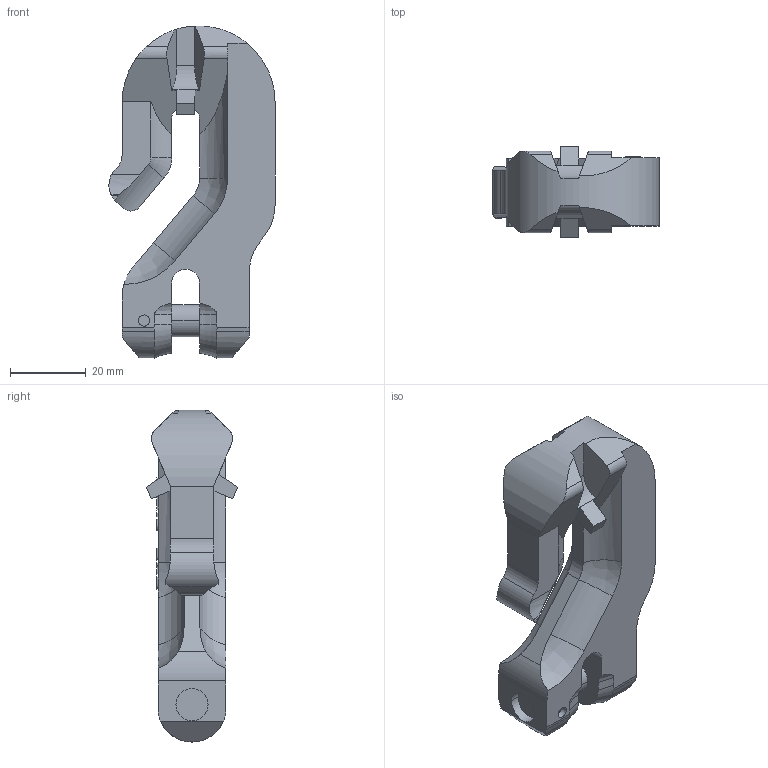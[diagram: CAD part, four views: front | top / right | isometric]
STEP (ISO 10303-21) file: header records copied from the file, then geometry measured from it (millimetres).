
FILE_DESCRIPTION((''),'2;1');
FILE_NAME('001-M34047-P-10','2014-08-12T',('Andreas.Wendler'),(''),'PRO/ENGINEER BY PARAMETRIC TECHNOLOGY CORPORATION, 2010140','PRO/ENGINEER BY PARAMETRIC TECHNOLOGY CORPORATION, 2010140','');
FILE_SCHEMA(('CONFIG_CONTROL_DESIGN'));
Length unit declared in the file: millimetre
Products named in the file (1): 001-M34047-P-10
Bounding box: 44 x 24.16 x 87.88 mm (x, y, z)
Volume: 38441.9 mm3; surface area: 10847.9 mm2
Topology: 1 solids, 1 shells, 290 faces, 809 edges, 536 vertices
Faces by surface type: plane 232, cylinder 44, bspline 8, torus 4, extrusion 2
Entity records: 9634 total; most frequent: CARTESIAN_POINT 2220, ORIENTED_EDGE 1618, DIRECTION 1385, EDGE_CURVE 809, VECTOR 661, LINE 659, VERTEX_POINT 536, AXIS2_PLACEMENT_3D 362
